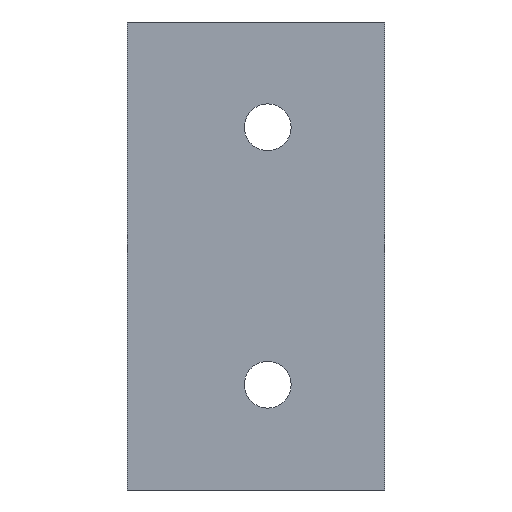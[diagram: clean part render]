
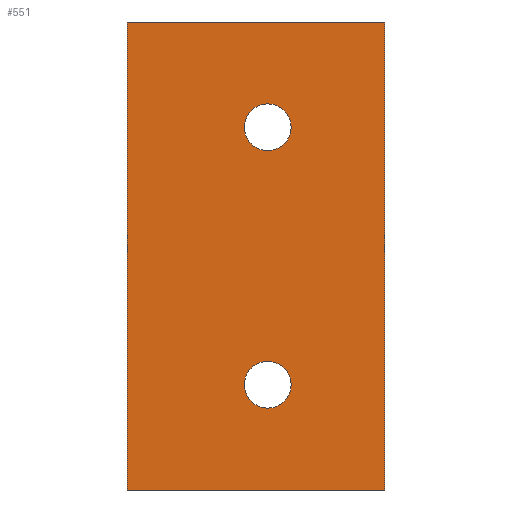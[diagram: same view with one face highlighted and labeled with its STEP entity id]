
A CAD part, front view. The second image highlights one B-rep face of the part: STEP entity #551.
In plain terms, the highlighted planar face has unit normal (0, -1, 0).
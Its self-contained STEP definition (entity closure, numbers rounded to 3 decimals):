
#6 = CARTESIAN_POINT ( 'NONE',  ( 0., 0., 40. ) ) ;
#10 = DIRECTION ( 'NONE',  ( -1., 0., 0. ) ) ;
#15 = ORIENTED_EDGE ( 'NONE', *, *, #441, .F. ) ;
#18 = DIRECTION ( 'NONE',  ( 1., 0., 0. ) ) ;
#19 = CIRCLE ( 'NONE', #171, 2. ) ;
#30 = CARTESIAN_POINT ( 'NONE',  ( 10., 0., 9. ) ) ;
#42 = CARTESIAN_POINT ( 'NONE',  ( 22., 0., 40. ) ) ;
#51 = EDGE_CURVE ( 'NONE', #261, #117, #54, .T. ) ;
#54 = LINE ( 'NONE', #6, #350 ) ;
#64 = CARTESIAN_POINT ( 'NONE',  ( 0., 0., 0. ) ) ;
#68 = ORIENTED_EDGE ( 'NONE', *, *, #186, .F. ) ;
#88 = CARTESIAN_POINT ( 'NONE',  ( 22., 0., 40. ) ) ;
#90 = ORIENTED_EDGE ( 'NONE', *, *, #496, .F. ) ;
#99 = EDGE_CURVE ( 'NONE', #117, #473, #355, .T. ) ;
#100 = CARTESIAN_POINT ( 'NONE',  ( 22., 0., 0. ) ) ;
#102 = EDGE_LOOP ( 'NONE', ( #283, #15, #90, #335 ) ) ;
#114 = DIRECTION ( 'NONE',  ( -1., 0., 0. ) ) ;
#115 = CIRCLE ( 'NONE', #420, 2. ) ;
#117 = VERTEX_POINT ( 'NONE', #64 ) ;
#122 = CARTESIAN_POINT ( 'NONE',  ( 12., 0., 9. ) ) ;
#124 = CARTESIAN_POINT ( 'NONE',  ( 12., 0., 9. ) ) ;
#130 = DIRECTION ( 'NONE',  ( 0., 0., -1. ) ) ;
#150 = VERTEX_POINT ( 'NONE', #262 ) ;
#151 = EDGE_CURVE ( 'NONE', #252, #150, #19, .T. ) ;
#157 = CARTESIAN_POINT ( 'NONE',  ( 0., 0., 40. ) ) ;
#171 = AXIS2_PLACEMENT_3D ( 'NONE', #307, #492, #452 ) ;
#177 = CIRCLE ( 'NONE', #303, 2. ) ;
#181 = LINE ( 'NONE', #515, #276 ) ;
#186 = EDGE_CURVE ( 'NONE', #150, #252, #115, .T. ) ;
#187 = CARTESIAN_POINT ( 'NONE',  ( 12., 0., 31. ) ) ;
#191 = DIRECTION ( 'NONE',  ( -1., 0., 0. ) ) ;
#196 = DIRECTION ( 'NONE',  ( -1., 0., 0. ) ) ;
#200 = CARTESIAN_POINT ( 'NONE',  ( 22., 0., 40. ) ) ;
#226 = EDGE_CURVE ( 'NONE', #304, #239, #300, .T. ) ;
#232 = CARTESIAN_POINT ( 'NONE',  ( 10., 0., 31. ) ) ;
#239 = VERTEX_POINT ( 'NONE', #305 ) ;
#252 = VERTEX_POINT ( 'NONE', #232 ) ;
#256 = FACE_BOUND ( 'NONE', #342, .T. ) ;
#261 = VERTEX_POINT ( 'NONE', #157 ) ;
#262 = CARTESIAN_POINT ( 'NONE',  ( 14., 0., 31. ) ) ;
#267 = VECTOR ( 'NONE', #471, 1000. ) ;
#276 = VECTOR ( 'NONE', #130, 1000. ) ;
#283 = ORIENTED_EDGE ( 'NONE', *, *, #99, .T. ) ;
#293 = DIRECTION ( 'NONE',  ( 0., 0., -1. ) ) ;
#294 = AXIS2_PLACEMENT_3D ( 'NONE', #200, #345, #10 ) ;
#300 = CIRCLE ( 'NONE', #329, 2. ) ;
#303 = AXIS2_PLACEMENT_3D ( 'NONE', #124, #504, #196 ) ;
#304 = VERTEX_POINT ( 'NONE', #30 ) ;
#305 = CARTESIAN_POINT ( 'NONE',  ( 14., 0., 9. ) ) ;
#307 = CARTESIAN_POINT ( 'NONE',  ( 12., 0., 31. ) ) ;
#318 = EDGE_LOOP ( 'NONE', ( #449, #68 ) ) ;
#329 = AXIS2_PLACEMENT_3D ( 'NONE', #122, #546, #114 ) ;
#335 = ORIENTED_EDGE ( 'NONE', *, *, #51, .T. ) ;
#337 = EDGE_CURVE ( 'NONE', #239, #304, #177, .T. ) ;
#342 = EDGE_LOOP ( 'NONE', ( #438, #536 ) ) ;
#345 = DIRECTION ( 'NONE',  ( 0., 1., 0. ) ) ;
#350 = VECTOR ( 'NONE', #293, 1000. ) ;
#353 = DIRECTION ( 'NONE',  ( 0., -1., 0. ) ) ;
#355 = LINE ( 'NONE', #100, #379 ) ;
#373 = PLANE ( 'NONE',  #294 ) ;
#379 = VECTOR ( 'NONE', #18, 1000. ) ;
#386 = FACE_BOUND ( 'NONE', #318, .T. ) ;
#420 = AXIS2_PLACEMENT_3D ( 'NONE', #187, #353, #191 ) ;
#438 = ORIENTED_EDGE ( 'NONE', *, *, #226, .F. ) ;
#441 = EDGE_CURVE ( 'NONE', #559, #473, #181, .T. ) ;
#449 = ORIENTED_EDGE ( 'NONE', *, *, #151, .F. ) ;
#452 = DIRECTION ( 'NONE',  ( -1., 0., 0. ) ) ;
#471 = DIRECTION ( 'NONE',  ( 1., 0., 0. ) ) ;
#473 = VERTEX_POINT ( 'NONE', #562 ) ;
#487 = LINE ( 'NONE', #42, #267 ) ;
#492 = DIRECTION ( 'NONE',  ( 0., -1., 0. ) ) ;
#496 = EDGE_CURVE ( 'NONE', #261, #559, #487, .T. ) ;
#504 = DIRECTION ( 'NONE',  ( 0., -1., 0. ) ) ;
#515 = CARTESIAN_POINT ( 'NONE',  ( 22., 0., 40. ) ) ;
#536 = ORIENTED_EDGE ( 'NONE', *, *, #337, .F. ) ;
#546 = DIRECTION ( 'NONE',  ( 0., -1., 0. ) ) ;
#551 = ADVANCED_FACE ( 'NONE', ( #256, #386, #557 ), #373, .F. ) ;
#557 = FACE_OUTER_BOUND ( 'NONE', #102, .T. ) ;
#559 = VERTEX_POINT ( 'NONE', #88 ) ;
#562 = CARTESIAN_POINT ( 'NONE',  ( 22., 0., 0. ) ) ;
